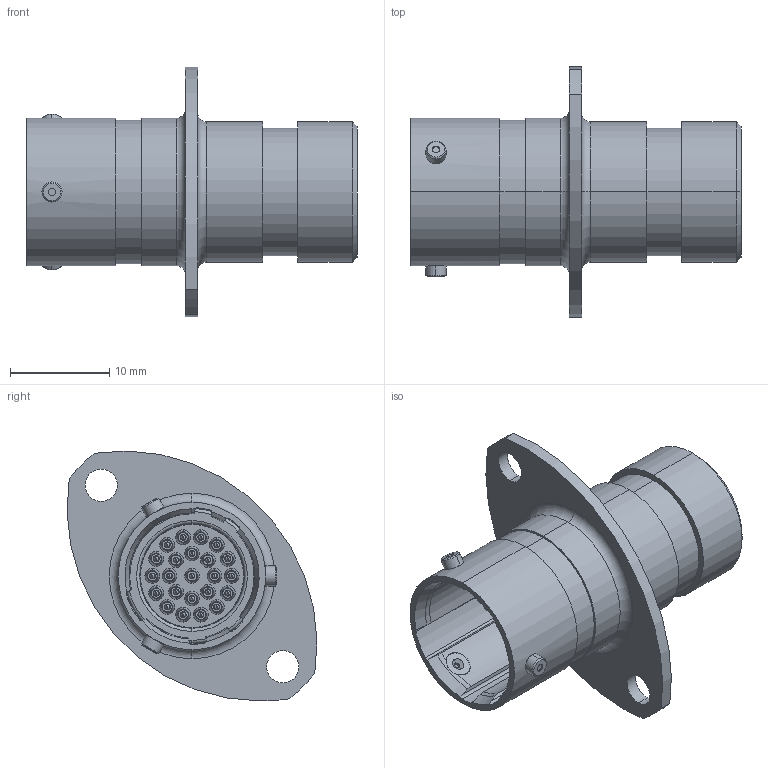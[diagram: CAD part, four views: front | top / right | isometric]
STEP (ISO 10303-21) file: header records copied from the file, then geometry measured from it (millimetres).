
FILE_DESCRIPTION (( 'STEP AP214' ), '1' );
FILE_NAME ('ASDD010-23PB.STEP', '2016-01-15T09:48:49', ( 'TE Connectivity' ), ( 'TE Connectivity' ), 'SwSTEP 2.0', 'SolidWorks 2014', '' );
FILE_SCHEMA (( 'AUTOMOTIVE_DESIGN' ));
Length unit declared in the file: millimetre
Products named in the file (1): ASDD010-23PB
Bounding box: 33.31 x 25.2 x 25.21 mm (x, y, z)
Volume: 3634.8 mm3; surface area: 7242.7 mm2
Topology: 36 solids, 36 shells, 1853 faces, 4113 edges, 2411 vertices
Faces by surface type: cylinder 712, cone 394, torus 392, plane 275, sphere 62, bspline 18
Entity records: 72734 total; most frequent: DIRECTION 10018, CARTESIAN_POINT 9884, ORIENTED_EDGE 7918, AXIS2_PLACEMENT_3D 4415, EDGE_CURVE 3959, CIRCLE 2579, VERTEX_POINT 2359, EDGE_LOOP 2234
